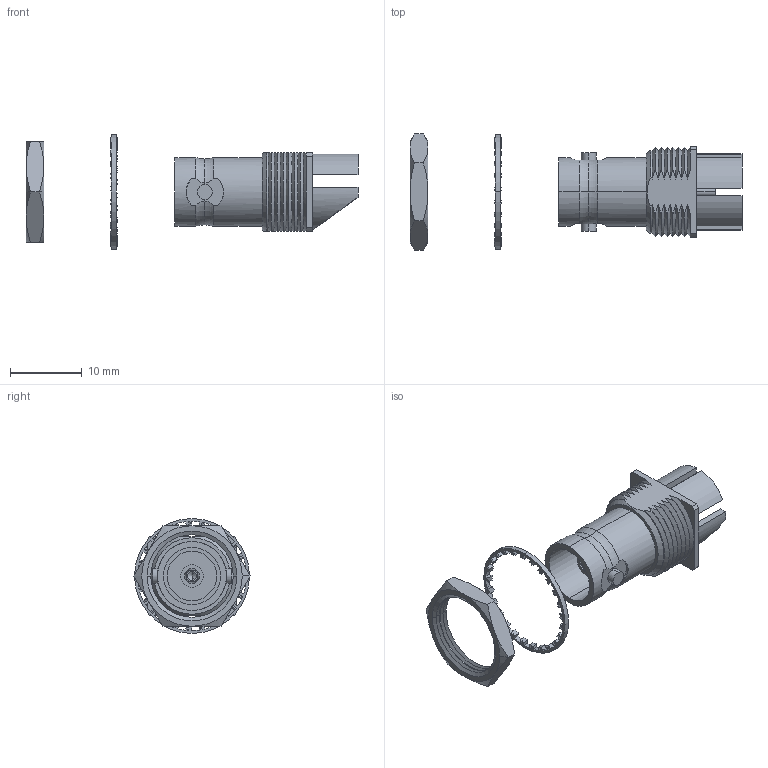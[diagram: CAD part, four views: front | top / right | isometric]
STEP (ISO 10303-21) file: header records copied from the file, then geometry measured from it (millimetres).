
FILE_DESCRIPTION (( 'STEP AP214' ), '1' );
FILE_NAME ('V7C00012.STEP', '2018-10-26T14:22:43', ( '' ), ( '' ), 'SwSTEP 2.0', 'SolidWorks 2017', '' );
FILE_SCHEMA (( 'AUTOMOTIVE_DESIGN' ));
Length unit declared in the file: inch
Products named in the file (4): V7C00012-MA3; V7C00012; V7C00012-MA1; V7C00012-MA2
Assembly tree (3 placements, depth 2):
  V7C00012
    V7C00012-MA1
    V7C00012-MA3
    V7C00012-MA2
Bounding box: 46.22 x 16.17 x 16 mm (x, y, z)
Volume: 1501.3 mm3; surface area: 2219.2 mm2
Topology: 5 solids, 5 shells, 445 faces, 1182 edges, 757 vertices
Faces by surface type: plane 296, cone 74, cylinder 69, torus 6
Entity records: 15343 total; most frequent: CARTESIAN_POINT 2987, ORIENTED_EDGE 2360, DIRECTION 2193, EDGE_CURVE 1180, LINE 791, VECTOR 791, VERTEX_POINT 757, AXIS2_PLACEMENT_3D 701
